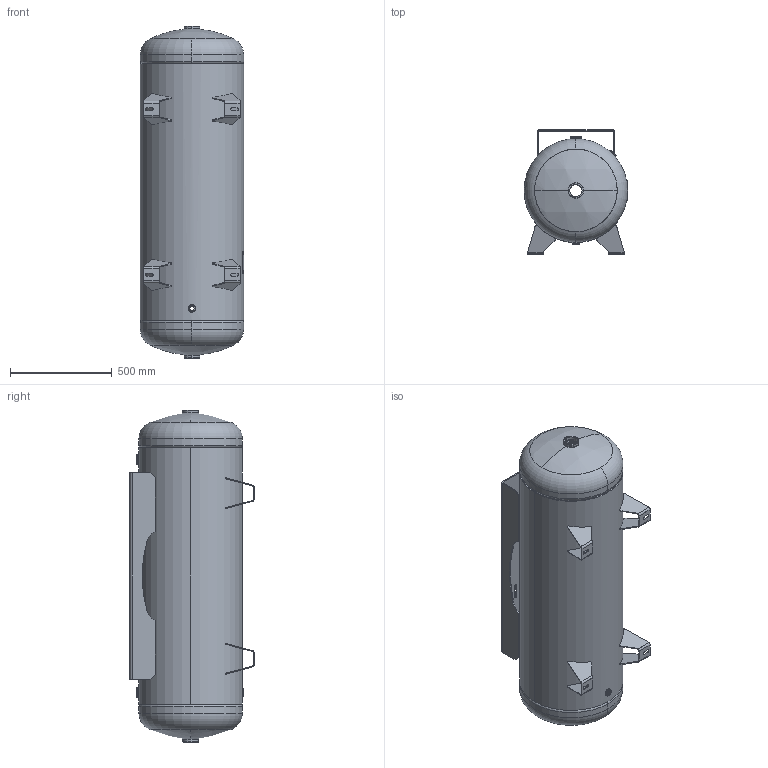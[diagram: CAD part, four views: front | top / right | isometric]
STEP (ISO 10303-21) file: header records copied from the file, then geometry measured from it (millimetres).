
FILE_DESCRIPTION (( 'STEP AP214' ), '1' );
FILE_NAME ('302478.STEP', '2024-11-26T20:13:07', ( '' ), ( '' ), 'SwSTEP 2.0', 'SolidWorks 2022', '' );
FILE_SCHEMA (( 'AUTOMOTIVE_DESIGN' ));
Length unit declared in the file: millimetre
Products named in the file (1): 302478
Bounding box: 509.02 x 609.22 x 1629.56 mm (x, y, z)
Volume: 19415389.9 mm3; surface area: 6893066.3 mm2
Topology: 16 solids, 16 shells, 462 faces, 1065 edges, 644 vertices
Faces by surface type: cylinder 166, plane 164, torus 102, bspline 22, sphere 8
Full cylindrical faces by diameter (mm): 496.468 x1, 508 x1
Entity records: 24980 total; most frequent: CARTESIAN_POINT 8948, DIRECTION 2391, ORIENTED_EDGE 2130, EDGE_CURVE 1065, AXIS2_PLACEMENT_3D 967, VERTEX_POINT 644, EDGE_LOOP 537, CIRCLE 526
